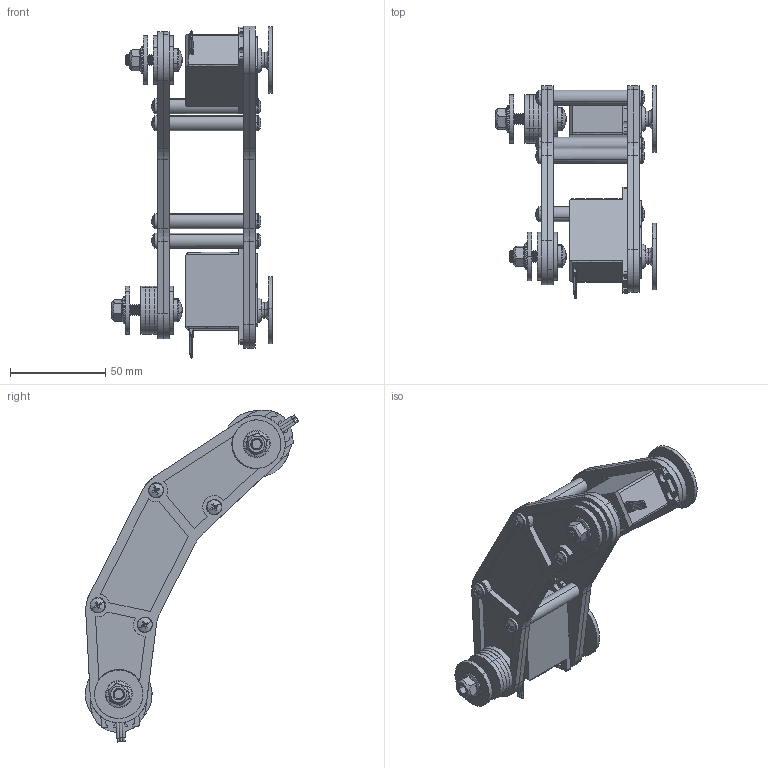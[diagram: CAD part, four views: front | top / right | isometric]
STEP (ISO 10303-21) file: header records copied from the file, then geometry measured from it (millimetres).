
FILE_DESCRIPTION(/* description */ (''),/* implementation_level */ '2;1');
FILE_NAME(/* name */ 'arm_2',/* time_stamp */ '2018-07-04T16:39:40+02:00',/* author */ (''),/* organization */ (''),/* preprocessor_version */ 'ST-DEVELOPER v15',/* originating_system */ '',/* authorisation */ '');
FILE_SCHEMA (('CONFIG_CONTROL_DESIGN'));
Length unit declared in the file: millimetre
Products named in the file (9): Document; ASMAntebrazo; flat washer wide_am_B18.22M - Plain washer, 6 mm, wide; pan cross head_am_B18.6.7M - M4 x 0.7 x 20 Type I Cross Recessed PHMS
 --20N; Servo_w ServoHorn; pan cross head_am_B18.6.7M - M6 x 1 x 25 Type I Cross Recessed PHMS -
-25S; prevailing torque hex flange nut_am_AM-M6-N; AnteBrazo
Assembly tree (26 placements, depth 4):
  Document
    Document
      ASMAntebrazo
        flat washer wide_am_B18.22M - Plain washer, 6 mm, wide  x9
        pan cross head_am_B18.6.7M - M4 x 0.7 x 20 Type I Cross Recessed PHMS
 --20N  x8
        Servo_w ServoHorn  x2
        pan cross head_am_B18.6.7M - M6 x 1 x 25 Type I Cross Recessed PHMS -
-25S  x2
        prevailing torque hex flange nut_am_AM-M6-N  x2
        AnteBrazo
Bounding box: 84.81 x 111.96 x 174.35 mm (x, y, z)
Volume: 139206.7 mm3; surface area: 87311.8 mm2
Topology: 39 solids, 41 shells, 1121 faces, 2813 edges, 1790 vertices
Faces by surface type: bspline 708, plane 413
Entity records: 22187 total; most frequent: CARTESIAN_POINT 13057, ORIENTED_EDGE 2886, EDGE_CURVE 1451, VERTEX_POINT 936, EDGE_LOOP 651, ADVANCED_FACE 558, FACE_OUTER_BOUND 558, B_SPLINE_CURVE_WITH_KNOTS 408
